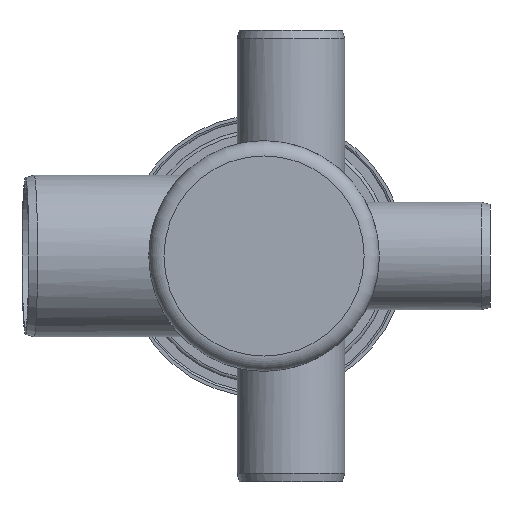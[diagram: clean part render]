
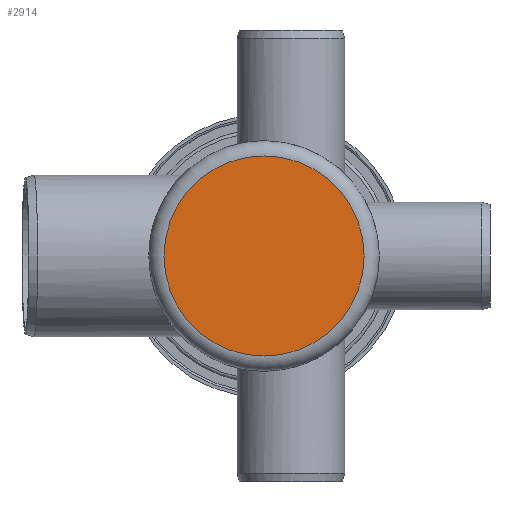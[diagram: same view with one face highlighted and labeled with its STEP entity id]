
A CAD part, front view. The second image highlights one B-rep face of the part: STEP entity #2914.
In plain terms, the highlighted planar face has unit normal (0, -1, 0).
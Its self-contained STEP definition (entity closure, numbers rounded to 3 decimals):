
#152=PLANE('',#3235);
#209=FACE_OUTER_BOUND('',#394,.T.);
#394=EDGE_LOOP('',(#2041,#2042));
#883=CIRCLE('',#3236,46.5);
#884=CIRCLE('',#3237,46.5);
#1193=VERTEX_POINT('',#4978);
#1194=VERTEX_POINT('',#4979);
#1525=EDGE_CURVE('',#1193,#1194,#883,.T.);
#1526=EDGE_CURVE('',#1194,#1193,#884,.T.);
#2041=ORIENTED_EDGE('',*,*,#1525,.F.);
#2042=ORIENTED_EDGE('',*,*,#1526,.F.);
#2914=ADVANCED_FACE('',(#209),#152,.T.);
#3235=AXIS2_PLACEMENT_3D('',#4977,#3810,#3811);
#3236=AXIS2_PLACEMENT_3D('',#4980,#3812,#3813);
#3237=AXIS2_PLACEMENT_3D('',#4981,#3814,#3815);
#3810=DIRECTION('center_axis',(0.,-1.,0.));
#3811=DIRECTION('ref_axis',(0.,0.,-1.));
#3812=DIRECTION('center_axis',(0.,1.,0.));
#3813=DIRECTION('ref_axis',(-1.,0.,0.));
#3814=DIRECTION('center_axis',(0.,1.,0.));
#3815=DIRECTION('ref_axis',(-1.,0.,0.));
#4977=CARTESIAN_POINT('Origin',(0.,-133.,0.));
#4978=CARTESIAN_POINT('',(46.5,-133.,0.));
#4979=CARTESIAN_POINT('',(0.,-133.,46.5));
#4980=CARTESIAN_POINT('Origin',(0.,-133.,0.));
#4981=CARTESIAN_POINT('Origin',(0.,-133.,0.));
